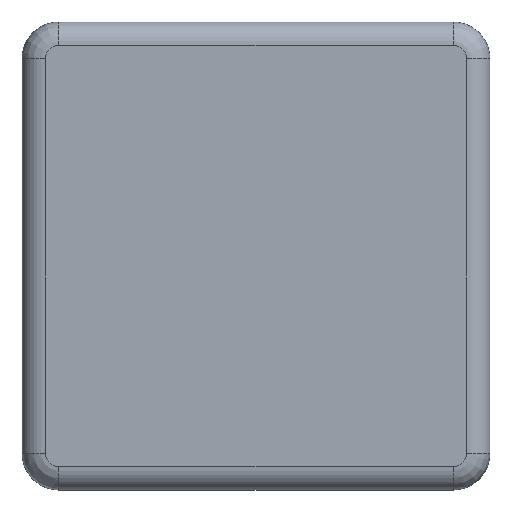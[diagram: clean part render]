
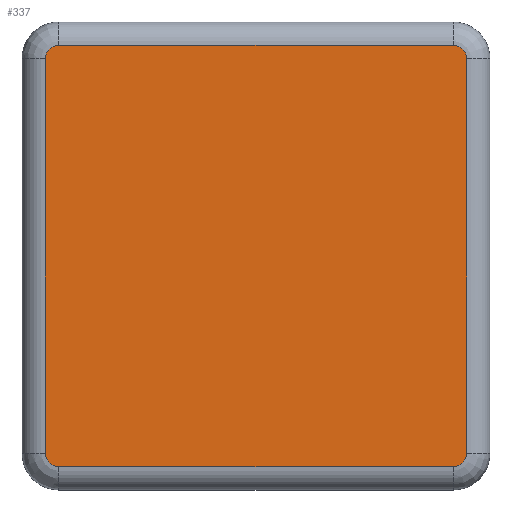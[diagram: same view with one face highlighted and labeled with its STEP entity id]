
A CAD part, top view. The second image highlights one B-rep face of the part: STEP entity #337.
In plain terms, the highlighted planar face has unit normal (0, 0, 1).
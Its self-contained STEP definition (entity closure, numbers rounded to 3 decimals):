
#95 = VERTEX_POINT('',#96);
#96 = CARTESIAN_POINT('',(6.75,7.2,5.));
#103 = EDGE_CURVE('',#95,#104,#106,.T.);
#104 = VERTEX_POINT('',#105);
#105 = CARTESIAN_POINT('',(-6.75,7.2,5.));
#106 = LINE('',#107,#108);
#107 = CARTESIAN_POINT('',(6.75,7.2,5.));
#108 = VECTOR('',#109,1.);
#109 = DIRECTION('',(-1.,0.,0.));
#306 = VERTEX_POINT('',#307);
#307 = CARTESIAN_POINT('',(7.2,6.75,5.));
#316 = EDGE_CURVE('',#306,#95,#317,.T.);
#317 = CIRCLE('',#318,0.45);
#318 = AXIS2_PLACEMENT_3D('',#319,#320,#321);
#319 = CARTESIAN_POINT('',(6.75,6.75,5.));
#320 = DIRECTION('',(0.,0.,1.));
#321 = DIRECTION('',(1.,0.,0.));
#337 = ADVANCED_FACE('',(#338),#391,.T.);
#338 = FACE_BOUND('',#339,.T.);
#339 = EDGE_LOOP('',(#340,#350,#359,#365,#366,#367,#376,#384));
#340 = ORIENTED_EDGE('',*,*,#341,.T.);
#341 = EDGE_CURVE('',#342,#344,#346,.T.);
#342 = VERTEX_POINT('',#343);
#343 = CARTESIAN_POINT('',(-6.75,-7.2,5.));
#344 = VERTEX_POINT('',#345);
#345 = CARTESIAN_POINT('',(6.75,-7.2,5.));
#346 = LINE('',#347,#348);
#347 = CARTESIAN_POINT('',(-6.75,-7.2,5.));
#348 = VECTOR('',#349,1.);
#349 = DIRECTION('',(1.,0.,0.));
#350 = ORIENTED_EDGE('',*,*,#351,.T.);
#351 = EDGE_CURVE('',#344,#352,#354,.T.);
#352 = VERTEX_POINT('',#353);
#353 = CARTESIAN_POINT('',(7.2,-6.75,5.));
#354 = CIRCLE('',#355,0.45);
#355 = AXIS2_PLACEMENT_3D('',#356,#357,#358);
#356 = CARTESIAN_POINT('',(6.75,-6.75,5.));
#357 = DIRECTION('',(-0.,0.,1.));
#358 = DIRECTION('',(0.,-1.,0.));
#359 = ORIENTED_EDGE('',*,*,#360,.T.);
#360 = EDGE_CURVE('',#352,#306,#361,.T.);
#361 = LINE('',#362,#363);
#362 = CARTESIAN_POINT('',(7.2,-6.75,5.));
#363 = VECTOR('',#364,1.);
#364 = DIRECTION('',(0.,1.,0.));
#365 = ORIENTED_EDGE('',*,*,#316,.T.);
#366 = ORIENTED_EDGE('',*,*,#103,.T.);
#367 = ORIENTED_EDGE('',*,*,#368,.T.);
#368 = EDGE_CURVE('',#104,#369,#371,.T.);
#369 = VERTEX_POINT('',#370);
#370 = CARTESIAN_POINT('',(-7.2,6.75,5.));
#371 = CIRCLE('',#372,0.45);
#372 = AXIS2_PLACEMENT_3D('',#373,#374,#375);
#373 = CARTESIAN_POINT('',(-6.75,6.75,5.));
#374 = DIRECTION('',(0.,-0.,1.));
#375 = DIRECTION('',(0.,1.,0.));
#376 = ORIENTED_EDGE('',*,*,#377,.T.);
#377 = EDGE_CURVE('',#369,#378,#380,.T.);
#378 = VERTEX_POINT('',#379);
#379 = CARTESIAN_POINT('',(-7.2,-6.75,5.));
#380 = LINE('',#381,#382);
#381 = CARTESIAN_POINT('',(-7.2,6.75,5.));
#382 = VECTOR('',#383,1.);
#383 = DIRECTION('',(0.,-1.,0.));
#384 = ORIENTED_EDGE('',*,*,#385,.T.);
#385 = EDGE_CURVE('',#378,#342,#386,.T.);
#386 = CIRCLE('',#387,0.45);
#387 = AXIS2_PLACEMENT_3D('',#388,#389,#390);
#388 = CARTESIAN_POINT('',(-6.75,-6.75,5.));
#389 = DIRECTION('',(0.,0.,1.));
#390 = DIRECTION('',(-1.,0.,0.));
#391 = PLANE('',#392);
#392 = AXIS2_PLACEMENT_3D('',#393,#394,#395);
#393 = CARTESIAN_POINT('',(0.,0.,5.));
#394 = DIRECTION('',(0.,0.,1.));
#395 = DIRECTION('',(1.,0.,0.));
